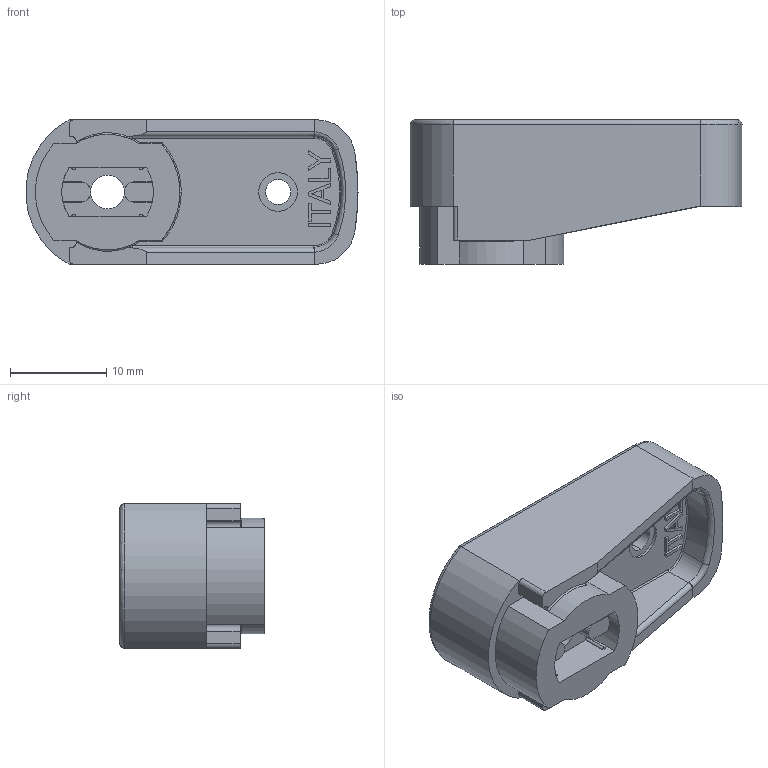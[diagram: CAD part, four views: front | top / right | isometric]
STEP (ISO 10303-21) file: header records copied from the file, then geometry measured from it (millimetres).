
FILE_DESCRIPTION (( 'STEP AP214' ), '1' );
FILE_NAME ('06900B0300000A.STEP', '2016-11-04T09:15:24', ( '' ), ( '' ), 'SwSTEP 2.0', 'SolidWorks 2016', '' );
FILE_SCHEMA (( 'AUTOMOTIVE_DESIGN' ));
Length unit declared in the file: millimetre
Products named in the file (2): 06900B0300000A
Bounding box: 34.47 x 15 x 15 mm (x, y, z)
Volume: 2907.7 mm3; surface area: 3030.5 mm2
Topology: 1 solids, 1 shells, 246 faces, 644 edges, 416 vertices
Faces by surface type: plane 143, bspline 53, cylinder 50
Entity records: 9499 total; most frequent: CARTESIAN_POINT 3766, ORIENTED_EDGE 1284, DIRECTION 1019, EDGE_CURVE 642, LINE 419, VECTOR 419, VERTEX_POINT 416, AXIS2_PLACEMENT_3D 300
